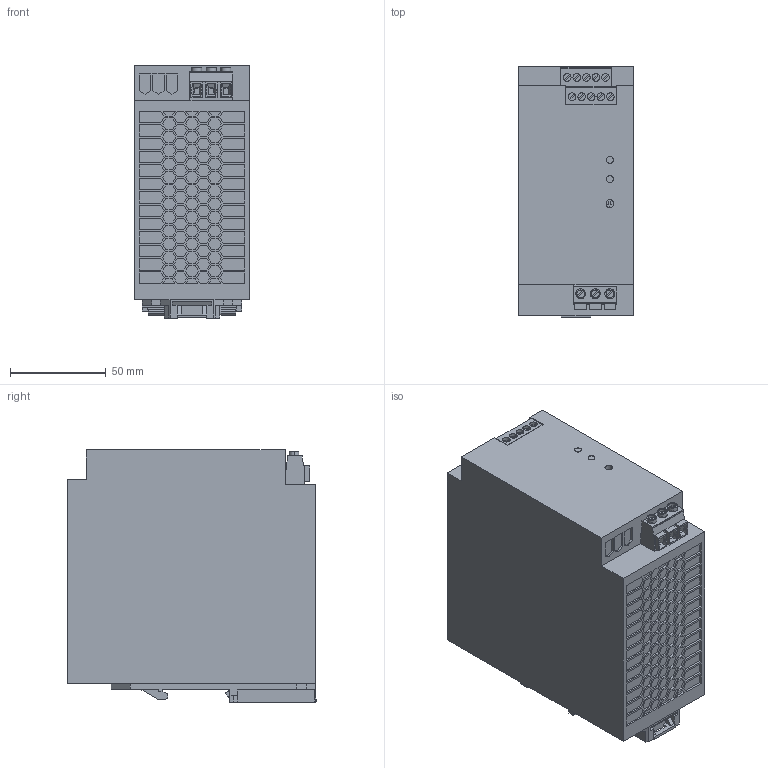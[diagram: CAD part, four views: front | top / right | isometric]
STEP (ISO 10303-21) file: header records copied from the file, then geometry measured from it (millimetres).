
FILE_DESCRIPTION(('Creo Elements/Direct Modeling STEP Export'),'2;1');
FILE_NAME('model.stp','2018-03-22T15:19:05',(''),(''),'Creo Elements/Direct Modeling STEP processor for AP214 (Solid Model)','Creo Elements/Direct Modeling 18.1I 14-Aug-2016 (C) Parametric Technology GmbH','');
FILE_SCHEMA(('AUTOMOTIVE_DESIGN { 1 0 10303 214 1 1 1 1 }'));
Products named in the file (2): QUINT_PS_1AC_48DC_5-select
Assembly tree (1 placements, depth 2):
  QUINT_PS_1AC_48DC_5-select
    QUINT_PS_1AC_48DC_5-select
Bounding box: 60 x 130.65 x 131.8 mm (x, y, z)
Volume: 944766.6 mm3; surface area: 71306.4 mm2
Topology: 1 solids, 1 shells, 1708 faces, 4434 edges, 2950 vertices
Faces by surface type: plane 1654, cylinder 54
Entity records: 64407 total; most frequent: CARTESIAN_POINT 9040, ORIENTED_EDGE 8868, DIRECTION 7848, EDGE_CURVE 4434, VECTOR 4260, LINE 4260, VERTEX_POINT 2950, EDGE_LOOP 1932
